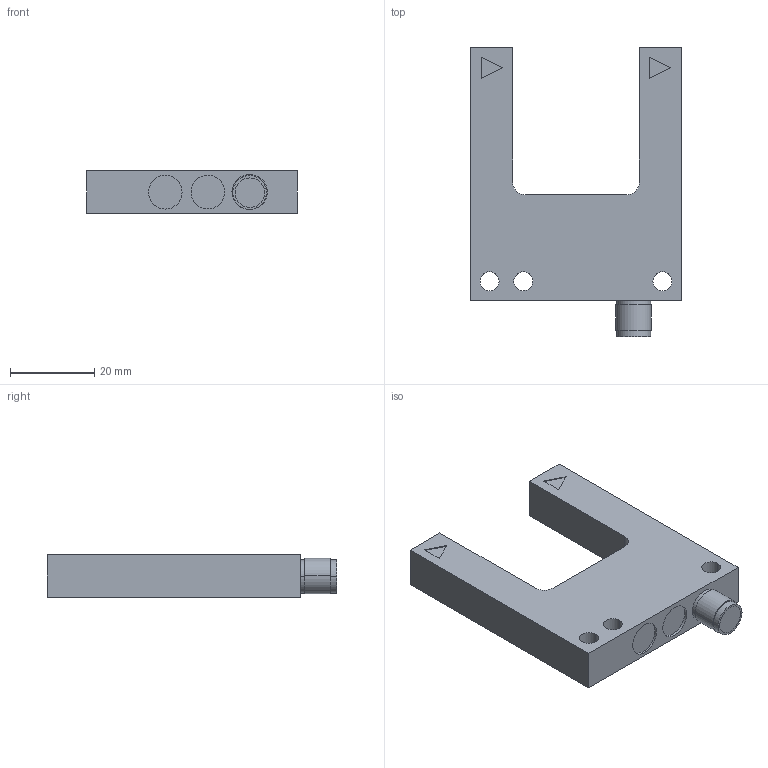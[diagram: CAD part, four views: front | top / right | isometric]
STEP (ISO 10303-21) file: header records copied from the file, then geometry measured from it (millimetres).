
FILE_DESCRIPTION(('STEP AP214'),'1');
FILE_NAME('tmp0.step','2014-11-26T10:57:44',(' '),(' '),'Spatial InterOp 3D',' ',' ');
FILE_SCHEMA(('automotive_design'));
Length unit declared in the file: millimetre
Products named in the file (1): 1
Bounding box: 50 x 68.65 x 10 mm (x, y, z)
Volume: 19404.2 mm3; surface area: 7490.5 mm2
Topology: 1 solids, 2 shells, 47 faces, 108 edges, 72 vertices
Faces by surface type: plane 25, cylinder 22
Entity records: 2221 total; most frequent: DIRECTION 248, CARTESIAN_POINT 228, ORIENTED_EDGE 216, STYLED_ITEM 141, PRESENTATION_STYLE_ASSIGNMENT 141, COLOUR_RGB 141, EDGE_CURVE 108, AXIS2_PLACEMENT_3D 92
